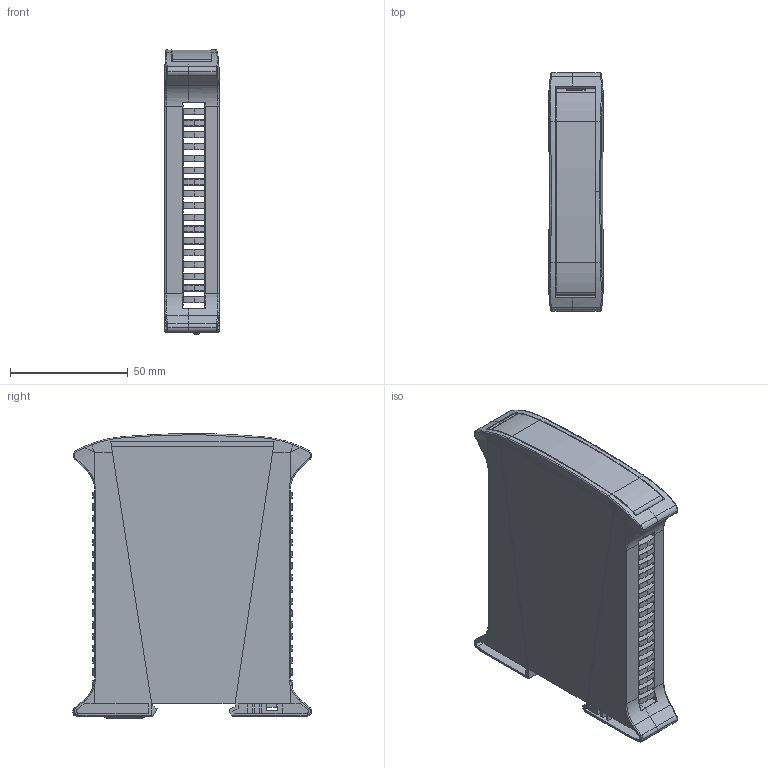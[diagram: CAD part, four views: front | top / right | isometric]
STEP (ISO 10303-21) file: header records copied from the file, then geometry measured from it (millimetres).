
FILE_DESCRIPTION (( 'STEP AP214' ), '1' );
FILE_NAME ('DEFINE-TWIN-LINK.STEP', '2025-04-03T15:08:05', ( '' ), ( '' ), 'SwSTEP 2.0', 'SolidWorks 2024', '' );
FILE_SCHEMA (( 'AUTOMOTIVE_DESIGN' ));
Length unit declared in the file: inch
Products named in the file (1): DEFINE-TWIN-LINK
Bounding box: 23 x 101.35 x 120.83 mm (x, y, z)
Volume: 50664.2 mm3; surface area: 71979.5 mm2
Topology: 7 solids, 7 shells, 1721 faces, 4977 edges, 3216 vertices
Faces by surface type: plane 1207, cylinder 332, torus 131, bspline 51
Entity records: 59642 total; most frequent: CARTESIAN_POINT 15793, ORIENTED_EDGE 9946, DIRECTION 8124, EDGE_CURVE 4973, VECTOR 3542, LINE 3542, VERTEX_POINT 3216, AXIS2_PLACEMENT_3D 2291
